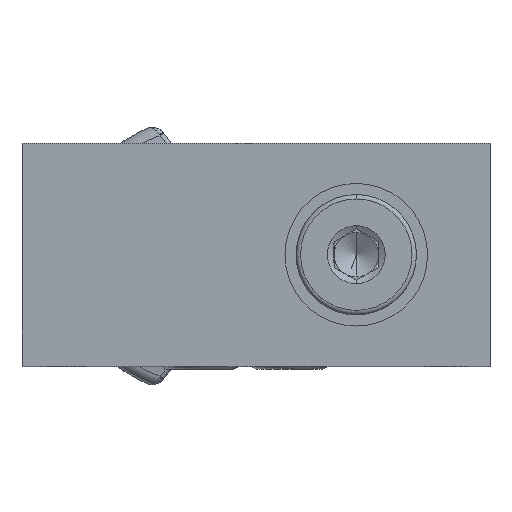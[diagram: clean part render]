
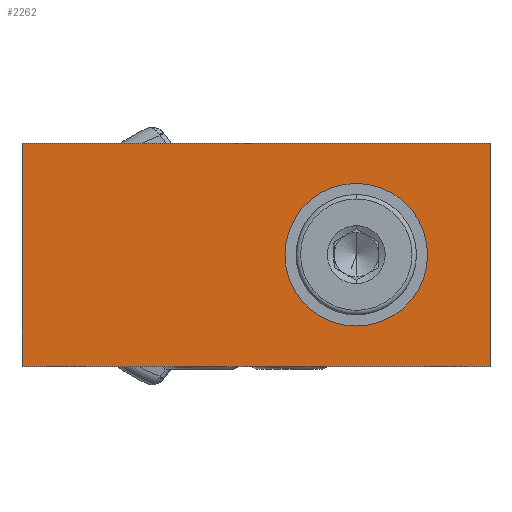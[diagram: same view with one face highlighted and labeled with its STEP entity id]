
A CAD part, top view. The second image highlights one B-rep face of the part: STEP entity #2262.
In plain terms, the highlighted planar face has unit normal (0, 0, 1).
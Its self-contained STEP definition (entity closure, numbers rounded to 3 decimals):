
#1071=PLANE('',#14308);
#1418=FACE_BOUND('',#4120,.T.);
#1419=FACE_BOUND('',#4121,.T.);
#2262=ADVANCED_FACE('',(#1418,#1419),#1071,.F.);
#4120=EDGE_LOOP('',(#7256,#7257));
#4121=EDGE_LOOP('',(#7258,#7259,#7260,#7261));
#5303=LINE('',#23336,#5921);
#5308=LINE('',#23348,#5926);
#5310=LINE('',#23353,#5928);
#5311=LINE('',#23354,#5929);
#5921=VECTOR('',#16499,1.);
#5926=VECTOR('',#16512,1.);
#5928=VECTOR('',#16518,1.);
#5929=VECTOR('',#16519,1.);
#7256=ORIENTED_EDGE('',*,*,#11867,.F.);
#7257=ORIENTED_EDGE('',*,*,#11752,.F.);
#7258=ORIENTED_EDGE('',*,*,#11868,.T.);
#7259=ORIENTED_EDGE('',*,*,#11858,.F.);
#7260=ORIENTED_EDGE('',*,*,#11869,.F.);
#7261=ORIENTED_EDGE('',*,*,#11865,.T.);
#10374=VERTEX_POINT('',#23053);
#10375=VERTEX_POINT('',#23055);
#10436=VERTEX_POINT('',#23330);
#10439=VERTEX_POINT('',#23335);
#10442=VERTEX_POINT('',#23347);
#10443=VERTEX_POINT('',#23349);
#11752=EDGE_CURVE('',#10374,#10375,#13360,.T.);
#11858=EDGE_CURVE('',#10439,#10436,#5303,.T.);
#11865=EDGE_CURVE('',#10443,#10442,#5308,.T.);
#11867=EDGE_CURVE('',#10375,#10374,#13405,.T.);
#11868=EDGE_CURVE('',#10442,#10436,#5310,.T.);
#11869=EDGE_CURVE('',#10443,#10439,#5311,.T.);
#13360=CIRCLE('',#14226,16.);
#13405=CIRCLE('',#14307,16.);
#14226=AXIS2_PLACEMENT_3D('',#23054,#16300,#16301);
#14307=AXIS2_PLACEMENT_3D('',#23352,#16516,#16517);
#14308=AXIS2_PLACEMENT_3D('',#23355,#16520,#16521);
#16300=DIRECTION('',(0.,0.,1.));
#16301=DIRECTION('',(1.,0.,0.));
#16499=DIRECTION('',(0.,-1.,0.));
#16512=DIRECTION('',(0.,-1.,0.));
#16516=DIRECTION('',(0.,0.,1.));
#16517=DIRECTION('',(1.,0.,0.));
#16518=DIRECTION('',(1.,0.,0.));
#16519=DIRECTION('',(1.,0.,0.));
#16520=DIRECTION('',(0.,0.,-1.));
#16521=DIRECTION('',(1.,0.,0.));
#23053=CARTESIAN_POINT('',(17.124,-1.865,152.5));
#23054=CARTESIAN_POINT('',(33.124,-1.865,152.5));
#23055=CARTESIAN_POINT('',(49.124,-1.865,152.5));
#23330=CARTESIAN_POINT('',(63.124,-26.865,152.5));
#23335=CARTESIAN_POINT('',(63.124,23.135,152.5));
#23336=CARTESIAN_POINT('',(63.124,23.135,152.5));
#23347=CARTESIAN_POINT('',(-41.876,-26.865,152.5));
#23348=CARTESIAN_POINT('',(-41.876,23.135,152.5));
#23349=CARTESIAN_POINT('',(-41.876,23.135,152.5));
#23352=CARTESIAN_POINT('',(33.124,-1.865,152.5));
#23353=CARTESIAN_POINT('',(-41.876,-26.865,152.5));
#23354=CARTESIAN_POINT('',(-41.876,23.135,152.5));
#23355=CARTESIAN_POINT('',(-41.876,23.135,152.5));
